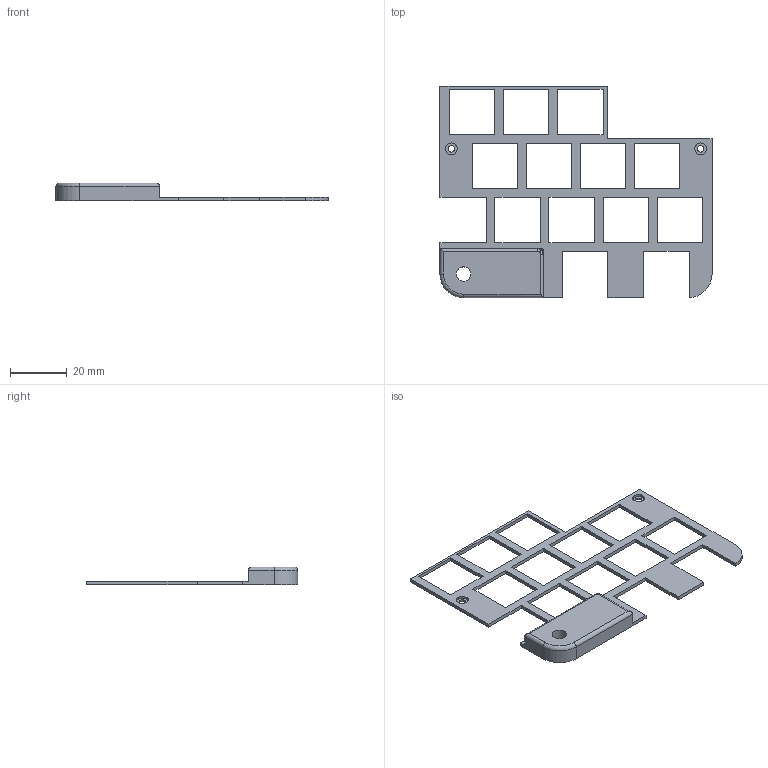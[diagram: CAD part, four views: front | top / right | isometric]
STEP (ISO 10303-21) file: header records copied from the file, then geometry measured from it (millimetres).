
FILE_DESCRIPTION(/* description */ (''),/* implementation_level */ '2;1');
FILE_NAME(/* name */ 'Top case.step',/* time_stamp */ '2023-12-30T18:40:58+01:00',/* author */ (''),/* organization */ (''),/* preprocessor_version */ 'ST-DEVELOPER v20',/* originating_system */ 'Autodesk Translation Framework v12.14.0.127',/* authorisation */ '');
FILE_SCHEMA (('AUTOMOTIVE_DESIGN { 1 0 10303 214 3 1 1 }'));
Length unit declared in the file: millimetre
Products named in the file (1): Top case
Bounding box: 95.6 x 74.3 x 6.3 mm (x, y, z)
Volume: 6463.5 mm3; surface area: 7607.7 mm2
Topology: 1 solids, 1 shells, 90 faces, 249 edges, 164 vertices
Faces by surface type: plane 69, cylinder 13, bspline 6, cone 1, torus 1
Full cylindrical faces by diameter (mm): 1.8 x1, 2.3 x2, 4.2 x2, 5.045 x1
Entity records: 3407 total; most frequent: CARTESIAN_POINT 1021, ORIENTED_EDGE 498, DIRECTION 438, EDGE_CURVE 249, LINE 206, VECTOR 206, VERTEX_POINT 164, EDGE_LOOP 121
